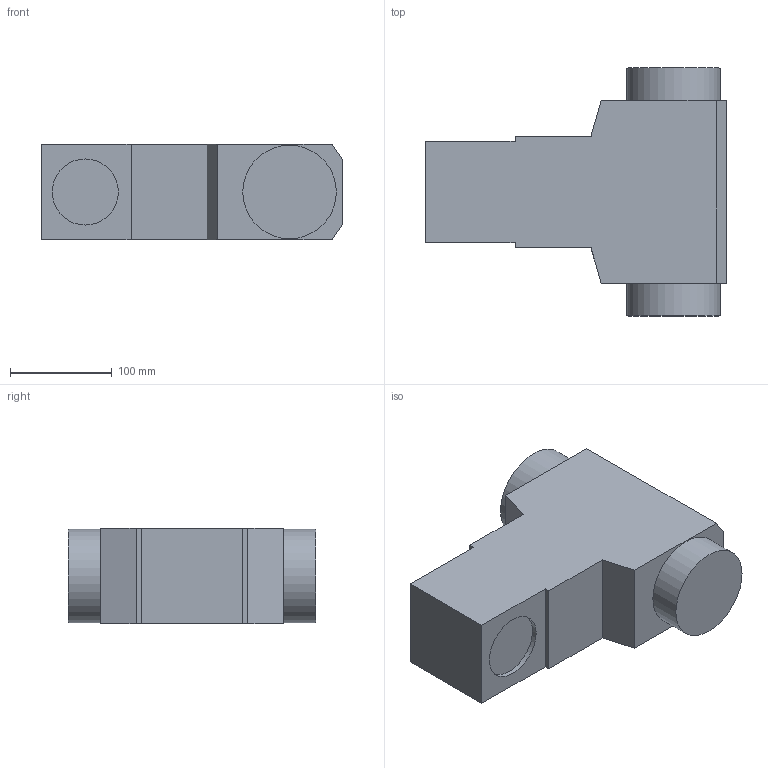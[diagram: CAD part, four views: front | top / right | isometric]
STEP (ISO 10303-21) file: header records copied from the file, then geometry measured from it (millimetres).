
FILE_DESCRIPTION(/* description */ ('','CAx-IF Rec.Pracs.---Representation and Presentation of Product Manufacturing Information (PMI)---4.0---2014-10-13'),/* implementation_level */ '2;1');
FILE_NAME(/* name */ 'body.step',/* time_stamp */ '2021-08-21T07:01:45-04:00',/* author */ ('boxi'),/* organization */ (''),/* preprocessor_version */ 'ST-DEVELOPER v18',/* originating_system */ 'Autodesk Inventor 2020',/* authorisation */ '');
FILE_SCHEMA (('AP242_MANAGED_MODEL_BASED_3D_ENGINEERING_MIM_LF { 1 0 10303 442 1 1 4 }'));
Length unit declared in the file: millimetre
Products named in the file (1): body_2
Bounding box: 296 x 244 x 94 mm (x, y, z)
Volume: 3415115.7 mm3; surface area: 270277 mm2
Topology: 1 solids, 2 shells, 45 faces, 107 edges, 72 vertices
Faces by surface type: plane 40, cylinder 5
Full cylindrical faces by diameter (mm): 15 x1, 65 x2, 92 x2
Entity records: 1417 total; most frequent: CARTESIAN_POINT 242, DIRECTION 237, ORIENTED_EDGE 214, EDGE_CURVE 107, LINE 95, VECTOR 95, VERTEX_POINT 72, AXIS2_PLACEMENT_3D 71
